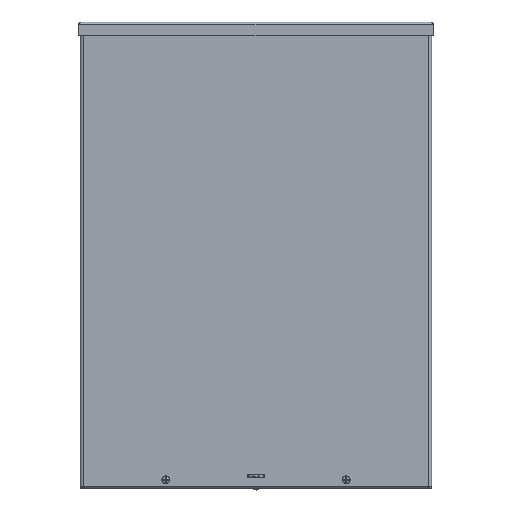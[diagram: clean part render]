
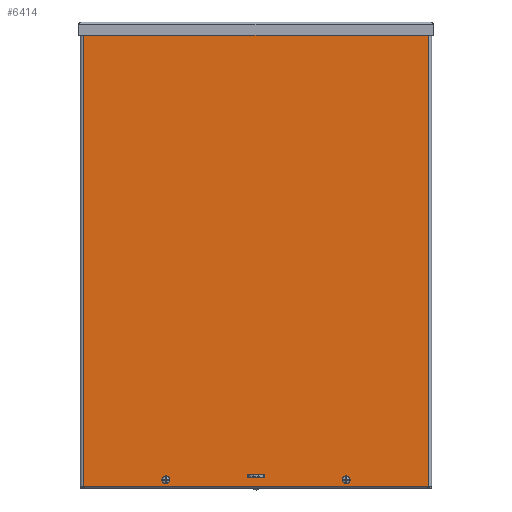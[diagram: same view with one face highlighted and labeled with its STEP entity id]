
A CAD part, top view. The second image highlights one B-rep face of the part: STEP entity #6414.
In plain terms, the highlighted planar face has unit normal (0, 0, 1).
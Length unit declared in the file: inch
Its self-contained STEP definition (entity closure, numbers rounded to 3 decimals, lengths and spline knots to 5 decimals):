
#333 = CIRCLE ( 'NONE', #3477, 0.03125 ) ;
#343 = CARTESIAN_POINT ( 'NONE',  ( -4.65625, -11.5625, 4.19362 ) ) ;
#392 = VERTEX_POINT ( 'NONE', #1905 ) ;
#399 = FACE_BOUND ( 'NONE', #4972, .T. ) ;
#449 = AXIS2_PLACEMENT_3D ( 'NONE', #6752, #13867, #11020 ) ;
#612 = EDGE_CURVE ( 'NONE', #8581, #11801, #5687, .T. ) ;
#796 = ORIENTED_EDGE ( 'NONE', *, *, #15595, .T. ) ;
#836 = EDGE_CURVE ( 'NONE', #13706, #392, #13508, .T. ) ;
#857 = EDGE_CURVE ( 'NONE', #11797, #4356, #2511, .T. ) ;
#954 = CIRCLE ( 'NONE', #16758, 0.03125 ) ;
#977 = EDGE_CURVE ( 'NONE', #14675, #392, #8584, .T. ) ;
#1008 = EDGE_CURVE ( 'NONE', #14675, #6883, #14637, .T. ) ;
#1195 = VERTEX_POINT ( 'NONE', #18102 ) ;
#1459 = CARTESIAN_POINT ( 'NONE',  ( 0.42188, -11.41488, 4.19362 ) ) ;
#1575 = DIRECTION ( 'NONE',  ( 0., 0., -1. ) ) ;
#1819 = CARTESIAN_POINT ( 'NONE',  ( 0.21094, -11.44613, 4.19362 ) ) ;
#1881 = DIRECTION ( 'NONE',  ( -1., 0., 0. ) ) ;
#1905 = CARTESIAN_POINT ( 'NONE',  ( -0.39063, -11.44613, 4.19362 ) ) ;
#1982 = EDGE_LOOP ( 'NONE', ( #6490, #14409, #17188, #5541 ) ) ;
#2511 = CIRCLE ( 'NONE', #18251, 0.03125 ) ;
#2529 = CARTESIAN_POINT ( 'NONE',  ( 4.65625, -11.5625, 4.19362 ) ) ;
#2618 = ORIENTED_EDGE ( 'NONE', *, *, #1008, .T. ) ;
#2623 = CARTESIAN_POINT ( 'NONE',  ( 0.42188, -5.63713, 4.19362 ) ) ;
#3119 = CARTESIAN_POINT ( 'NONE',  ( 0.39062, -11.44613, 4.19362 ) ) ;
#3155 = CARTESIAN_POINT ( 'NONE',  ( 0.39062, -11.28988, 4.19362 ) ) ;
#3209 = CARTESIAN_POINT ( 'NONE',  ( -0.39063, -11.32113, 4.19362 ) ) ;
#3220 = AXIS2_PLACEMENT_3D ( 'NONE', #2529, #14126, #5485 ) ;
#3268 = DIRECTION ( 'NONE',  ( 1., 0., 0. ) ) ;
#3432 = VECTOR ( 'NONE', #1881, 39.37008 ) ;
#3477 = AXIS2_PLACEMENT_3D ( 'NONE', #3209, #8856, #11688 ) ;
#3778 = CARTESIAN_POINT ( 'NONE',  ( -0.42188, -5.71525, 4.19362 ) ) ;
#4054 = CARTESIAN_POINT ( 'NONE',  ( 9.059, 11.95313, 4.19362 ) ) ;
#4070 = AXIS2_PLACEMENT_3D ( 'NONE', #343, #16081, #3268 ) ;
#4132 = DIRECTION ( 'NONE',  ( 1., 0., 0. ) ) ;
#4184 = DIRECTION ( 'NONE',  ( 0., 0., -1. ) ) ;
#4253 = CARTESIAN_POINT ( 'NONE',  ( -9.059, -11.92188, 4.19362 ) ) ;
#4356 = VERTEX_POINT ( 'NONE', #3155 ) ;
#4373 = ORIENTED_EDGE ( 'NONE', *, *, #5856, .F. ) ;
#4486 = VERTEX_POINT ( 'NONE', #15088 ) ;
#4767 = DIRECTION ( 'NONE',  ( 0.707, 0.707, 0. ) ) ;
#4972 = EDGE_LOOP ( 'NONE', ( #796 ) ) ;
#4989 = CARTESIAN_POINT ( 'NONE',  ( 8.90625, 11.95312, 4.19362 ) ) ;
#5485 = DIRECTION ( 'NONE',  ( 1., 0., 0. ) ) ;
#5541 = ORIENTED_EDGE ( 'NONE', *, *, #10987, .T. ) ;
#5585 = EDGE_LOOP ( 'NONE', ( #11699 ) ) ;
#5617 = CARTESIAN_POINT ( 'NONE',  ( -4.53125, 11.59375, 4.19362 ) ) ;
#5687 = LINE ( 'NONE', #4054, #11753 ) ;
#5856 = EDGE_CURVE ( 'NONE', #13706, #15323, #954, .T. ) ;
#6414 = ADVANCED_FACE ( 'NONE', ( #15485, #18421, #10772, #15266, #6952, #399 ), #15791, .F. ) ;
#6437 = LINE ( 'NONE', #12442, #14509 ) ;
#6490 = ORIENTED_EDGE ( 'NONE', *, *, #8714, .T. ) ;
#6577 = AXIS2_PLACEMENT_3D ( 'NONE', #16787, #8163, #8285 ) ;
#6752 = CARTESIAN_POINT ( 'NONE',  ( 4.65625, 11.59375, 4.19362 ) ) ;
#6883 = VERTEX_POINT ( 'NONE', #14119 ) ;
#6952 = FACE_BOUND ( 'NONE', #9548, .T. ) ;
#7342 = EDGE_LOOP ( 'NONE', ( #18135 ) ) ;
#7363 = VECTOR ( 'NONE', #11372, 39.37008 ) ;
#7475 = CARTESIAN_POINT ( 'NONE',  ( 0.39063, -11.41488, 4.19362 ) ) ;
#7601 = CARTESIAN_POINT ( 'NONE',  ( -8.90625, 11.95312, 4.19362 ) ) ;
#7685 = AXIS2_PLACEMENT_3D ( 'NONE', #15728, #1575, #13018 ) ;
#8035 = DIRECTION ( 'NONE',  ( 0., 1., 0. ) ) ;
#8163 = DIRECTION ( 'NONE',  ( 0., 0., 1. ) ) ;
#8180 = DIRECTION ( 'NONE',  ( 1., 0., 0. ) ) ;
#8285 = DIRECTION ( 'NONE',  ( -0.707, -0.707, 0. ) ) ;
#8581 = VERTEX_POINT ( 'NONE', #4989 ) ;
#8584 = CIRCLE ( 'NONE', #6577, 0.03125 ) ;
#8714 = EDGE_CURVE ( 'NONE', #1195, #8581, #16405, .T. ) ;
#8784 = ORIENTED_EDGE ( 'NONE', *, *, #857, .F. ) ;
#8856 = DIRECTION ( 'NONE',  ( 0., 0., 1. ) ) ;
#9145 = EDGE_CURVE ( 'NONE', #14664, #14664, #17925, .T. ) ;
#9405 = DIRECTION ( 'NONE',  ( 0., 1., 0. ) ) ;
#9500 = VECTOR ( 'NONE', #12364, 39.37008 ) ;
#9515 = ORIENTED_EDGE ( 'NONE', *, *, #12529, .T. ) ;
#9548 = EDGE_LOOP ( 'NONE', ( #17234 ) ) ;
#9590 = CARTESIAN_POINT ( 'NONE',  ( 4.78125, 11.59375, 4.19362 ) ) ;
#9654 = VERTEX_POINT ( 'NONE', #11759 ) ;
#9909 = DIRECTION ( 'NONE',  ( 1., 0., 0. ) ) ;
#10332 = DIRECTION ( 'NONE',  ( 0., 0., 1. ) ) ;
#10557 = VECTOR ( 'NONE', #9405, 39.37008 ) ;
#10634 = VERTEX_POINT ( 'NONE', #12577 ) ;
#10772 = FACE_BOUND ( 'NONE', #7342, .T. ) ;
#10987 = EDGE_CURVE ( 'NONE', #9654, #1195, #17644, .T. ) ;
#11020 = DIRECTION ( 'NONE',  ( 1., 0., 0. ) ) ;
#11372 = DIRECTION ( 'NONE',  ( 0., -1., 0. ) ) ;
#11688 = DIRECTION ( 'NONE',  ( -0.707, 0.707, 0. ) ) ;
#11699 = ORIENTED_EDGE ( 'NONE', *, *, #9145, .T. ) ;
#11753 = VECTOR ( 'NONE', #18376, 39.37008 ) ;
#11759 = CARTESIAN_POINT ( 'NONE',  ( -8.90625, -11.92188, 4.19362 ) ) ;
#11795 = ORIENTED_EDGE ( 'NONE', *, *, #836, .T. ) ;
#11797 = VERTEX_POINT ( 'NONE', #17310 ) ;
#11801 = VERTEX_POINT ( 'NONE', #7601 ) ;
#11841 = CIRCLE ( 'NONE', #16068, 0.125 ) ;
#12255 = CARTESIAN_POINT ( 'NONE',  ( -4.53125, -11.5625, 4.19362 ) ) ;
#12294 = CARTESIAN_POINT ( 'NONE',  ( -8.90625, 5.98438, 4.19362 ) ) ;
#12364 = DIRECTION ( 'NONE',  ( 0., -1., 0. ) ) ;
#12442 = CARTESIAN_POINT ( 'NONE',  ( -0.21094, -11.28988, 4.19362 ) ) ;
#12529 = EDGE_CURVE ( 'NONE', #11797, #15323, #13206, .T. ) ;
#12577 = CARTESIAN_POINT ( 'NONE',  ( 4.78125, -11.5625, 4.19362 ) ) ;
#12655 = VERTEX_POINT ( 'NONE', #9590 ) ;
#12947 = EDGE_CURVE ( 'NONE', #4486, #4356, #6437, .T. ) ;
#13018 = DIRECTION ( 'NONE',  ( 1., 0., 0. ) ) ;
#13074 = DIRECTION ( 'NONE',  ( 0.707, -0.707, 0. ) ) ;
#13206 = LINE ( 'NONE', #2623, #7363 ) ;
#13508 = LINE ( 'NONE', #1819, #3432 ) ;
#13706 = VERTEX_POINT ( 'NONE', #3119 ) ;
#13867 = DIRECTION ( 'NONE',  ( 0., 0., -1. ) ) ;
#14119 = CARTESIAN_POINT ( 'NONE',  ( -0.42187, -11.32113, 4.19362 ) ) ;
#14126 = DIRECTION ( 'NONE',  ( 0., 0., -1. ) ) ;
#14343 = EDGE_CURVE ( 'NONE', #4486, #6883, #333, .T. ) ;
#14409 = ORIENTED_EDGE ( 'NONE', *, *, #612, .T. ) ;
#14425 = VERTEX_POINT ( 'NONE', #5617 ) ;
#14509 = VECTOR ( 'NONE', #8180, 39.37008 ) ;
#14637 = LINE ( 'NONE', #3778, #14873 ) ;
#14664 = VERTEX_POINT ( 'NONE', #12255 ) ;
#14675 = VERTEX_POINT ( 'NONE', #18596 ) ;
#14689 = CARTESIAN_POINT ( 'NONE',  ( 0.39063, -11.32113, 4.19362 ) ) ;
#14704 = CIRCLE ( 'NONE', #3220, 0.125 ) ;
#14873 = VECTOR ( 'NONE', #8035, 39.37008 ) ;
#15088 = CARTESIAN_POINT ( 'NONE',  ( -0.39063, -11.28988, 4.19362 ) ) ;
#15185 = ORIENTED_EDGE ( 'NONE', *, *, #14343, .F. ) ;
#15266 = FACE_BOUND ( 'NONE', #17797, .T. ) ;
#15323 = VERTEX_POINT ( 'NONE', #1459 ) ;
#15381 = ORIENTED_EDGE ( 'NONE', *, *, #977, .F. ) ;
#15485 = FACE_OUTER_BOUND ( 'NONE', #1982, .T. ) ;
#15489 = CARTESIAN_POINT ( 'NONE',  ( -4.65625, 11.59375, 4.19362 ) ) ;
#15595 = EDGE_CURVE ( 'NONE', #12655, #12655, #15676, .T. ) ;
#15622 = VECTOR ( 'NONE', #4132, 39.37008 ) ;
#15676 = CIRCLE ( 'NONE', #449, 0.125 ) ;
#15728 = CARTESIAN_POINT ( 'NONE',  ( 0., 0.01563, 4.19362 ) ) ;
#15791 = PLANE ( 'NONE',  #7685 ) ;
#16068 = AXIS2_PLACEMENT_3D ( 'NONE', #15489, #4184, #9909 ) ;
#16081 = DIRECTION ( 'NONE',  ( 0., 0., -1. ) ) ;
#16405 = LINE ( 'NONE', #18188, #10557 ) ;
#16758 = AXIS2_PLACEMENT_3D ( 'NONE', #7475, #10332, #13074 ) ;
#16787 = CARTESIAN_POINT ( 'NONE',  ( -0.39063, -11.41488, 4.19362 ) ) ;
#17104 = EDGE_CURVE ( 'NONE', #14425, #14425, #11841, .T. ) ;
#17163 = ORIENTED_EDGE ( 'NONE', *, *, #12947, .T. ) ;
#17188 = ORIENTED_EDGE ( 'NONE', *, *, #18424, .T. ) ;
#17234 = ORIENTED_EDGE ( 'NONE', *, *, #17992, .T. ) ;
#17310 = CARTESIAN_POINT ( 'NONE',  ( 0.42188, -11.32113, 4.19362 ) ) ;
#17644 = LINE ( 'NONE', #4253, #15622 ) ;
#17720 = DIRECTION ( 'NONE',  ( 0., 0., 1. ) ) ;
#17797 = EDGE_LOOP ( 'NONE', ( #9515, #4373, #11795, #15381, #2618, #15185, #17163, #8784 ) ) ;
#17925 = CIRCLE ( 'NONE', #4070, 0.125 ) ;
#17992 = EDGE_CURVE ( 'NONE', #10634, #10634, #14704, .T. ) ;
#18054 = LINE ( 'NONE', #12294, #9500 ) ;
#18102 = CARTESIAN_POINT ( 'NONE',  ( 8.90625, -11.92188, 4.19362 ) ) ;
#18135 = ORIENTED_EDGE ( 'NONE', *, *, #17104, .T. ) ;
#18188 = CARTESIAN_POINT ( 'NONE',  ( 8.90625, -5.95313, 4.19362 ) ) ;
#18251 = AXIS2_PLACEMENT_3D ( 'NONE', #14689, #17720, #4767 ) ;
#18376 = DIRECTION ( 'NONE',  ( -1., 0., 0. ) ) ;
#18421 = FACE_BOUND ( 'NONE', #5585, .T. ) ;
#18424 = EDGE_CURVE ( 'NONE', #11801, #9654, #18054, .T. ) ;
#18596 = CARTESIAN_POINT ( 'NONE',  ( -0.42187, -11.41488, 4.19362 ) ) ;
